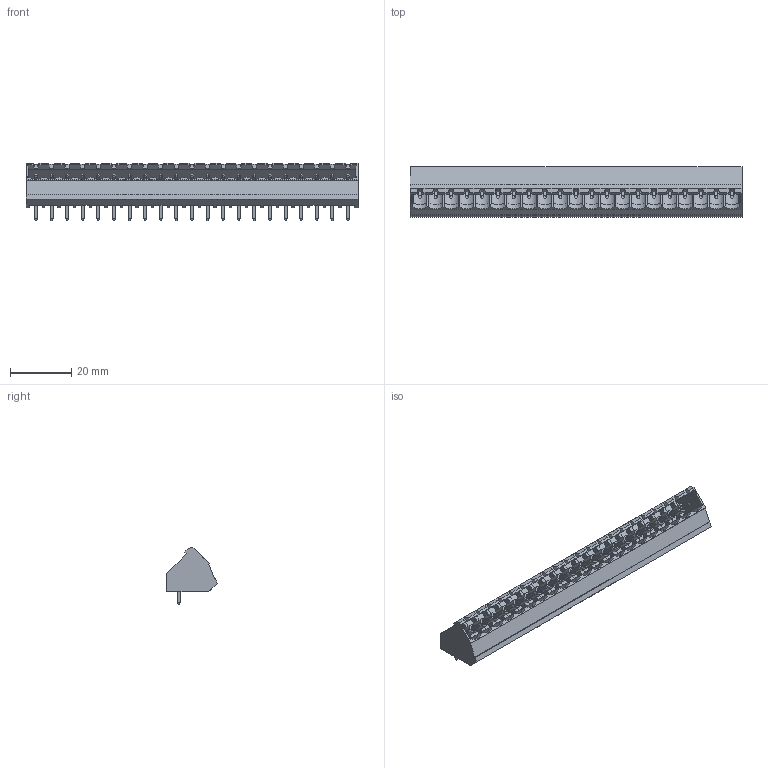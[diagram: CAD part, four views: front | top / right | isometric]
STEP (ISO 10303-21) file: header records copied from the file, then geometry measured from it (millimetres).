
FILE_DESCRIPTION( ( 'Unknown' ), '1' );
FILE_NAME( '691314520121.stp', 'Unknown', ( 'Unknown' ), ( 'Unknown' ), 'PSStep 15.0.49', 'Unknown', ' ' );
FILE_SCHEMA( ( 'AUTOMOTIVE_DESIGN { 1 0 10303 214 1 1 1 1 }' ) );
Length unit declared in the file: millimetre
Products named in the file (3): Assem1; 6913145201xx_PIN; 691314520121
Assembly tree (22 placements, depth 2):
  Assem1
    6913145201xx_PIN  x21
    691314520121
Bounding box: 108.08 x 16.5 x 18.6 mm (x, y, z)
Volume: 6624.4 mm3; surface area: 14846.1 mm2
Topology: 22 solids, 22 shells, 1223 faces, 3323 edges, 2123 vertices
Faces by surface type: plane 1139, cylinder 42, cone 21, torus 21
Full cylindrical faces by diameter (mm): 2.75 x21
Entity records: 36747 total; most frequent: CARTESIAN_POINT 5523, ORIENTED_EDGE 5160, DIRECTION 4663, EDGE_CURVE 2580, LINE 2223, VECTOR 2223, VERTEX_POINT 1702, AXIS2_PLACEMENT_3D 1220
